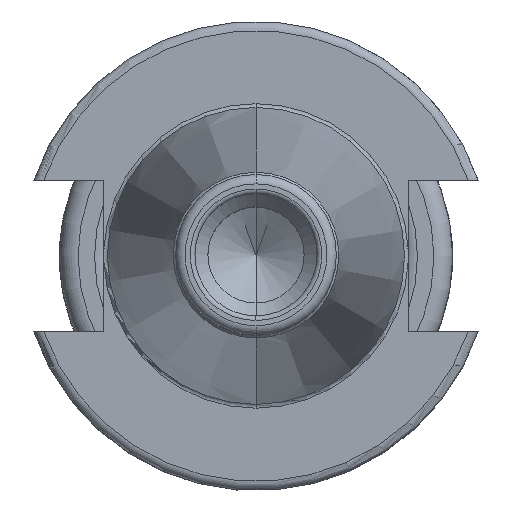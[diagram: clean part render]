
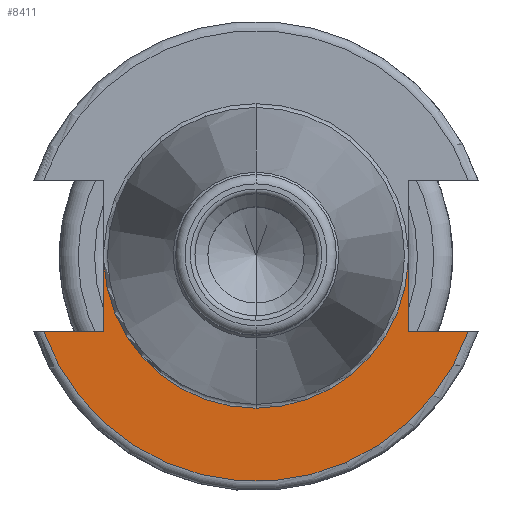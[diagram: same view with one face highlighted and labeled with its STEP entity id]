
A CAD part, top view. The second image highlights one B-rep face of the part: STEP entity #8411.
In plain terms, the highlighted planar face has unit normal (0, 0, 1).
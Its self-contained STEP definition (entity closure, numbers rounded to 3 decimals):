
#351=CARTESIAN_POINT('',(0,0,8));
#352=DIRECTION('',(0,0,-1));
#353=DIRECTION('',(0.999,-0.045,0));
#354=AXIS2_PLACEMENT_3D('',#351,#352,#353);
#2552=DIRECTION('',(1,0,0));
#2553=VECTOR('',#2552,6.41);
#2554=CARTESIAN_POINT('',(-22.61,-8.05,8));
#2555=LINE('',#2554,#2553);
#2556=DIRECTION('',(0,1,0));
#2557=VECTOR('',#2556,7.315);
#2558=CARTESIAN_POINT('',(-16.2,-8.05,8));
#2559=LINE('',#2558,#2557);
#2560=DIRECTION('',(0,-1,0));
#2561=VECTOR('',#2560,7.315);
#2562=CARTESIAN_POINT('',(16.2,-0.735,8));
#2563=LINE('',#2562,#2561);
#2564=DIRECTION('',(-1,0,0));
#2565=VECTOR('',#2564,6.41);
#2566=CARTESIAN_POINT('',(22.61,-8.05,8));
#2567=LINE('',#2566,#2565);
#2605=CARTESIAN_POINT('',(0,0,8));
#2606=DIRECTION('',(0,0,1));
#2607=DIRECTION('',(-0.999,-0.045,0));
#2608=AXIS2_PLACEMENT_3D('',#2605,#2606,#2607);
#2647=CARTESIAN_POINT('',(0,0,8));
#2648=DIRECTION('',(0,0,1));
#2649=DIRECTION('',(-0.942,-0.335,0));
#2650=AXIS2_PLACEMENT_3D('',#2647,#2648,#2649);
#3441=CARTESIAN_POINT('',(0,-16.217,8));
#3443=VERTEX_POINT('',#3441);
#3511=CARTESIAN_POINT('',(-22.61,-8.05,8));
#3512=CARTESIAN_POINT('',(-16.2,-8.05,8));
#3513=VERTEX_POINT('',#3511);
#3514=VERTEX_POINT('',#3512);
#3515=CARTESIAN_POINT('',(-16.2,-0.735,8));
#3516=VERTEX_POINT('',#3515);
#3527=CARTESIAN_POINT('',(16.2,-0.735,8));
#3528=CARTESIAN_POINT('',(16.2,-8.05,8));
#3529=VERTEX_POINT('',#3527);
#3530=VERTEX_POINT('',#3528);
#3531=CARTESIAN_POINT('',(22.61,-8.05,8));
#3532=VERTEX_POINT('',#3531);
#8394=CARTESIAN_POINT('',(0,0,8));
#8395=DIRECTION('',(0,0,-1));
#8396=DIRECTION('',(0,-1,0));
#8397=AXIS2_PLACEMENT_3D('',#8394,#8395,#8396);
#8398=PLANE('',#8397);
#8399=ORIENTED_EDGE('',*,*,#8384,.T.);
#8400=ORIENTED_EDGE('',*,*,#8323,.T.);
#8402=ORIENTED_EDGE('',*,*,#8401,.T.);
#8403=ORIENTED_EDGE('',*,*,#4468,.F.);
#8404=ORIENTED_EDGE('',*,*,#4493,.T.);
#8406=ORIENTED_EDGE('',*,*,#8405,.F.);
#8408=ORIENTED_EDGE('',*,*,#8407,.F.);
#8409=EDGE_LOOP('',(#8399,#8400,#8402,#8403,#8404,#8406,#8408));
#8410=FACE_OUTER_BOUND('',#8409,.F.);
#8411=ADVANCED_FACE('',(#8410),#8398,.F.);
#355=CIRCLE('',#354,16.217);
#2609=CIRCLE('',#2608,16.217);
#2651=CIRCLE('',#2650,24);
#4468=EDGE_CURVE('',#3529,#3443,#355,.T.);
#4493=EDGE_CURVE('',#3529,#3530,#2563,.T.);
#8323=EDGE_CURVE('',#3514,#3516,#2559,.T.);
#8384=EDGE_CURVE('',#3513,#3514,#2555,.T.);
#8401=EDGE_CURVE('',#3516,#3443,#2609,.T.);
#8405=EDGE_CURVE('',#3532,#3530,#2567,.T.);
#8407=EDGE_CURVE('',#3513,#3532,#2651,.T.);
